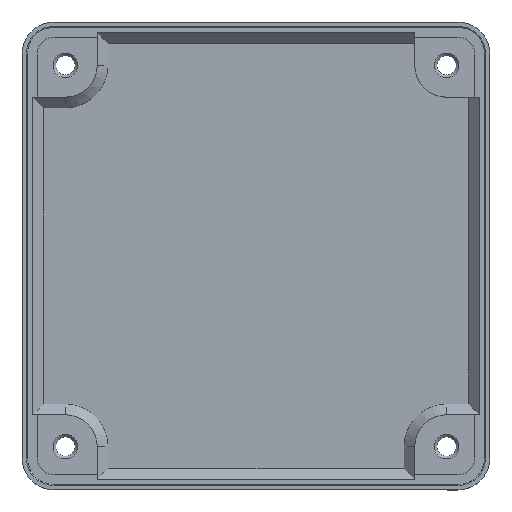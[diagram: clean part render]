
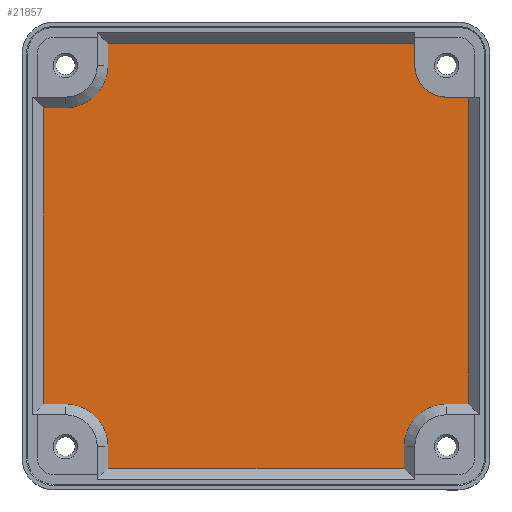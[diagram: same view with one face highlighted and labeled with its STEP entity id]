
A CAD part, top view. The second image highlights one B-rep face of the part: STEP entity #21857.
In plain terms, the highlighted planar face has unit normal (0, 0, 1).
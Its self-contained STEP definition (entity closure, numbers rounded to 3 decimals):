
#1824=CIRCLE('',#23130,7.942);
#1826=CIRCLE('',#23137,7.942);
#1828=CIRCLE('',#23142,7.942);
#1830=CIRCLE('',#23146,5.942);
#1937=FACE_OUTER_BOUND('',#3245,.T.);
#3245=EDGE_LOOP('',(#15505,#15506,#15507,#15508,#15509,#15510,#15511,#15512,
#15513,#15514,#15515,#15516,#15517,#15518,#15519,#15520));
#4944=LINE('',#31166,#7140);
#4950=LINE('',#31179,#7146);
#4954=LINE('',#31188,#7150);
#4959=LINE('',#31201,#7155);
#4960=LINE('',#31204,#7156);
#4965=LINE('',#31213,#7161);
#4966=LINE('',#31216,#7162);
#4971=LINE('',#31228,#7167);
#4972=LINE('',#31231,#7168);
#4977=LINE('',#31243,#7173);
#4978=LINE('',#31246,#7174);
#4979=LINE('',#31249,#7175);
#7140=VECTOR('',#24475,10.);
#7146=VECTOR('',#24483,10.);
#7150=VECTOR('',#24489,10.);
#7155=VECTOR('',#24502,10.);
#7156=VECTOR('',#24505,10.);
#7161=VECTOR('',#24512,10.);
#7162=VECTOR('',#24515,10.);
#7167=VECTOR('',#24528,10.);
#7168=VECTOR('',#24531,10.);
#7173=VECTOR('',#24544,10.);
#7174=VECTOR('',#24547,10.);
#7175=VECTOR('',#24550,10.);
#9744=VERTEX_POINT('',#31164);
#9745=VERTEX_POINT('',#31165);
#9750=VERTEX_POINT('',#31176);
#9751=VERTEX_POINT('',#31178);
#9754=VERTEX_POINT('',#31185);
#9755=VERTEX_POINT('',#31187);
#9757=VERTEX_POINT('',#31192);
#9758=VERTEX_POINT('',#31194);
#9760=VERTEX_POINT('',#31203);
#9763=VERTEX_POINT('',#31211);
#9764=VERTEX_POINT('',#31215);
#9766=VERTEX_POINT('',#31221);
#9768=VERTEX_POINT('',#31230);
#9770=VERTEX_POINT('',#31236);
#9772=VERTEX_POINT('',#31245);
#9773=VERTEX_POINT('',#31247);
#12002=EDGE_CURVE('',#9744,#9745,#4944,.T.);
#12008=EDGE_CURVE('',#9750,#9751,#4950,.T.);
#12012=EDGE_CURVE('',#9754,#9755,#4954,.T.);
#12015=EDGE_CURVE('',#9757,#9758,#1824,.T.);
#12019=EDGE_CURVE('',#9758,#9754,#4959,.T.);
#12020=EDGE_CURVE('',#9760,#9757,#4960,.T.);
#12025=EDGE_CURVE('',#9763,#9760,#4965,.T.);
#12026=EDGE_CURVE('',#9755,#9764,#4966,.T.);
#12029=EDGE_CURVE('',#9764,#9766,#1826,.T.);
#12033=EDGE_CURVE('',#9766,#9750,#4971,.T.);
#12034=EDGE_CURVE('',#9751,#9768,#4972,.T.);
#12037=EDGE_CURVE('',#9768,#9770,#1828,.T.);
#12041=EDGE_CURVE('',#9770,#9744,#4977,.T.);
#12042=EDGE_CURVE('',#9763,#9772,#4978,.T.);
#12043=EDGE_CURVE('',#9772,#9773,#1830,.T.);
#12044=EDGE_CURVE('',#9773,#9745,#4979,.T.);
#15505=ORIENTED_EDGE('',*,*,#12002,.F.);
#15506=ORIENTED_EDGE('',*,*,#12041,.F.);
#15507=ORIENTED_EDGE('',*,*,#12037,.F.);
#15508=ORIENTED_EDGE('',*,*,#12034,.F.);
#15509=ORIENTED_EDGE('',*,*,#12008,.F.);
#15510=ORIENTED_EDGE('',*,*,#12033,.F.);
#15511=ORIENTED_EDGE('',*,*,#12029,.F.);
#15512=ORIENTED_EDGE('',*,*,#12026,.F.);
#15513=ORIENTED_EDGE('',*,*,#12012,.F.);
#15514=ORIENTED_EDGE('',*,*,#12019,.F.);
#15515=ORIENTED_EDGE('',*,*,#12015,.F.);
#15516=ORIENTED_EDGE('',*,*,#12020,.F.);
#15517=ORIENTED_EDGE('',*,*,#12025,.F.);
#15518=ORIENTED_EDGE('',*,*,#12042,.T.);
#15519=ORIENTED_EDGE('',*,*,#12043,.T.);
#15520=ORIENTED_EDGE('',*,*,#12044,.T.);
#21202=PLANE('',#23145);
#21857=ADVANCED_FACE('',(#1937),#21202,.T.);
#23130=AXIS2_PLACEMENT_3D('',#31195,#24494,#24495);
#23137=AXIS2_PLACEMENT_3D('',#31222,#24520,#24521);
#23142=AXIS2_PLACEMENT_3D('',#31237,#24536,#24537);
#23145=AXIS2_PLACEMENT_3D('',#31244,#24545,#24546);
#23146=AXIS2_PLACEMENT_3D('',#31248,#24548,#24549);
#24475=DIRECTION('',(1.,0.,0.));
#24483=DIRECTION('',(0.,1.,0.));
#24489=DIRECTION('',(-1.,0.,0.));
#24494=DIRECTION('center_axis',(0.,0.,
1.));
#24495=DIRECTION('ref_axis',(0.,1.,0.));
#24502=DIRECTION('',(0.,-1.,0.));
#24505=DIRECTION('',(-1.,0.,0.));
#24512=DIRECTION('',(0.,-1.,0.));
#24515=DIRECTION('',(0.,1.,0.));
#24520=DIRECTION('center_axis',(0.,0.,
1.));
#24521=DIRECTION('ref_axis',(1.,0.,0.));
#24528=DIRECTION('',(-1.,0.,0.));
#24531=DIRECTION('',(1.,0.,0.));
#24536=DIRECTION('center_axis',(0.,0.,
1.));
#24537=DIRECTION('ref_axis',(0.,-1.,0.));
#24544=DIRECTION('',(0.,1.,0.));
#24545=DIRECTION('center_axis',(0.,0.,
1.));
#24546=DIRECTION('ref_axis',(1.,0.,0.));
#24547=DIRECTION('',(-1.,0.,0.));
#24548=DIRECTION('center_axis',(0.,0.,
-1.));
#24549=DIRECTION('ref_axis',(-1.,0.,0.));
#24550=DIRECTION('',(0.,1.,0.));
#31164=CARTESIAN_POINT('',(-27.574,39.816,0.));
#31165=CARTESIAN_POINT('',(29.662,39.816,0.));
#31166=CARTESIAN_POINT('',(-18.776,39.816,0.));
#31176=CARTESIAN_POINT('',(-39.596,-27.442,0.));
#31178=CARTESIAN_POINT('',(-39.596,27.795,0.));
#31179=CARTESIAN_POINT('',(-39.596,-18.644,0.));
#31185=CARTESIAN_POINT('',(27.662,-39.464,0.));
#31187=CARTESIAN_POINT('',(-27.574,-39.464,0.));
#31188=CARTESIAN_POINT('',(18.864,-39.464,0.));
#31192=CARTESIAN_POINT('',(35.604,-27.442,0.));
#31194=CARTESIAN_POINT('',(27.662,-35.384,0.));
#31195=CARTESIAN_POINT('Origin',(35.604,-35.384,0.));
#31201=CARTESIAN_POINT('',(27.662,-20.244,0.));
#31203=CARTESIAN_POINT('',(39.684,-27.442,0.));
#31204=CARTESIAN_POINT('',(20.864,-27.442,0.));
#31211=CARTESIAN_POINT('',(39.684,29.795,0.));
#31213=CARTESIAN_POINT('',(39.684,18.996,0.));
#31215=CARTESIAN_POINT('',(-27.574,-35.384,0.));
#31216=CARTESIAN_POINT('',(-27.574,-20.644,0.));
#31221=CARTESIAN_POINT('',(-35.516,-27.442,0.));
#31222=CARTESIAN_POINT('Origin',(-35.516,-35.384,0.));
#31228=CARTESIAN_POINT('',(-20.376,-27.442,0.));
#31230=CARTESIAN_POINT('',(-35.516,27.795,0.));
#31231=CARTESIAN_POINT('',(-20.776,27.795,0.));
#31236=CARTESIAN_POINT('',(-27.574,35.736,0.));
#31237=CARTESIAN_POINT('Origin',(-35.516,35.736,0.));
#31243=CARTESIAN_POINT('',(-27.574,20.596,0.));
#31244=CARTESIAN_POINT('Origin',(0.044,0.176,0.));
#31245=CARTESIAN_POINT('',(35.604,29.795,0.));
#31246=CARTESIAN_POINT('',(20.464,29.795,0.));
#31247=CARTESIAN_POINT('',(29.662,35.736,0.));
#31248=CARTESIAN_POINT('Origin',(35.604,35.736,0.));
#31249=CARTESIAN_POINT('',(29.662,20.596,0.));
